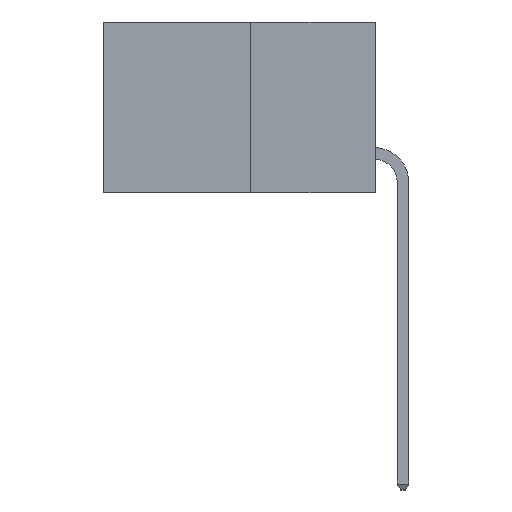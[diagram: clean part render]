
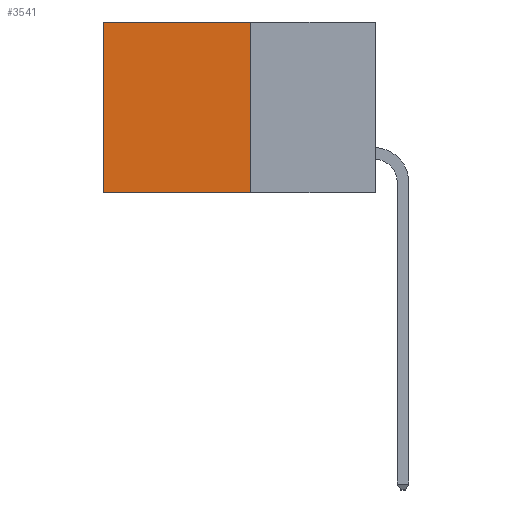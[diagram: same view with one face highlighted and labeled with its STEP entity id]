
A CAD part, left-side view. The second image highlights one B-rep face of the part: STEP entity #3541.
In plain terms, the highlighted planar face has unit normal (-1, 0, 0).
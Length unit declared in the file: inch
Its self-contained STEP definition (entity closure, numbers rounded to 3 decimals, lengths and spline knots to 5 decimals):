
#831 = DIRECTION ( 'NONE',  ( 0., 1., 0. ) ) ;
#1952 = VERTEX_POINT ( 'NONE', #10448 ) ;
#2171 = ORIENTED_EDGE ( 'NONE', *, *, #18208, .F. ) ;
#2587 = VECTOR ( 'NONE', #10879, 39.37008 ) ;
#2830 = CARTESIAN_POINT ( 'NONE',  ( 0.277, 0.59, 0. ) ) ;
#3541 = ADVANCED_FACE ( 'NONE', ( #11205 ), #11853, .F. ) ;
#3792 = CARTESIAN_POINT ( 'NONE',  ( 0.277, 0.59, -0.37 ) ) ;
#5625 = CARTESIAN_POINT ( 'NONE',  ( 0.277, 0.27, -0.37 ) ) ;
#6562 = VECTOR ( 'NONE', #14414, 39.37008 ) ;
#6983 = VECTOR ( 'NONE', #13660, 39.37008 ) ;
#7116 = LINE ( 'NONE', #5625, #6562 ) ;
#7555 = EDGE_CURVE ( 'NONE', #1952, #13672, #12110, .T. ) ;
#8866 = EDGE_LOOP ( 'NONE', ( #17645, #19399, #2171, #20224 ) ) ;
#10106 = VERTEX_POINT ( 'NONE', #3792 ) ;
#10448 = CARTESIAN_POINT ( 'NONE',  ( 0.277, 0.27, 0. ) ) ;
#10879 = DIRECTION ( 'NONE',  ( 0., 1., 0. ) ) ;
#11205 = FACE_OUTER_BOUND ( 'NONE', #8866, .T. ) ;
#11688 = DIRECTION ( 'NONE',  ( 0., 0., -1. ) ) ;
#11714 = DIRECTION ( 'NONE',  ( 1., 0., 0. ) ) ;
#11844 = CARTESIAN_POINT ( 'NONE',  ( 0.277, 0.27, -0.37 ) ) ;
#11853 = PLANE ( 'NONE',  #14435 ) ;
#12110 = LINE ( 'NONE', #19620, #2587 ) ;
#13341 = CARTESIAN_POINT ( 'NONE',  ( 0.277, 0.27, -0.37 ) ) ;
#13660 = DIRECTION ( 'NONE',  ( 0., 0., -1. ) ) ;
#13672 = VERTEX_POINT ( 'NONE', #2830 ) ;
#14204 = VERTEX_POINT ( 'NONE', #18398 ) ;
#14256 = EDGE_CURVE ( 'NONE', #14204, #10106, #14977, .T. ) ;
#14414 = DIRECTION ( 'NONE',  ( 0., 0., -1. ) ) ;
#14435 = AXIS2_PLACEMENT_3D ( 'NONE', #11844, #11714, #11688 ) ;
#14977 = LINE ( 'NONE', #13341, #19109 ) ;
#15315 = CARTESIAN_POINT ( 'NONE',  ( 0.277, 0.59, -0.37 ) ) ;
#15532 = EDGE_CURVE ( 'NONE', #13672, #10106, #15773, .T. ) ;
#15773 = LINE ( 'NONE', #15315, #6983 ) ;
#17645 = ORIENTED_EDGE ( 'NONE', *, *, #15532, .T. ) ;
#18208 = EDGE_CURVE ( 'NONE', #1952, #14204, #7116, .T. ) ;
#18398 = CARTESIAN_POINT ( 'NONE',  ( 0.277, 0.27, -0.37 ) ) ;
#19109 = VECTOR ( 'NONE', #831, 39.37008 ) ;
#19399 = ORIENTED_EDGE ( 'NONE', *, *, #14256, .F. ) ;
#19620 = CARTESIAN_POINT ( 'NONE',  ( 0.277, 0.27, 0. ) ) ;
#20224 = ORIENTED_EDGE ( 'NONE', *, *, #7555, .T. ) ;
